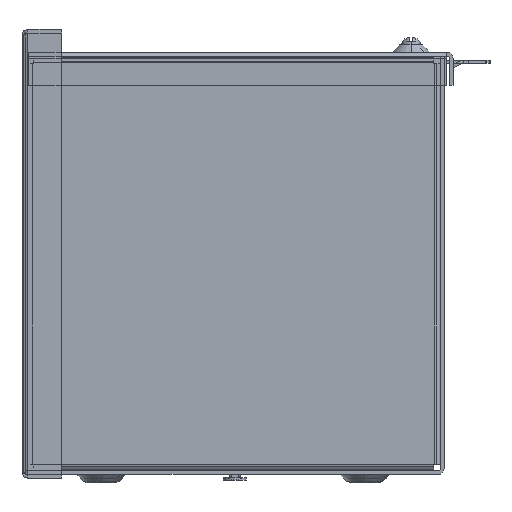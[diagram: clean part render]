
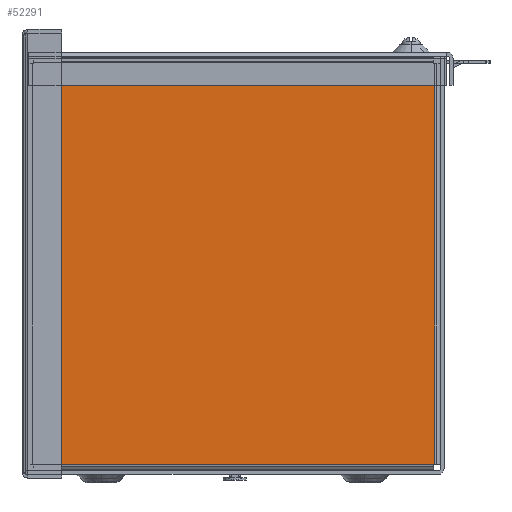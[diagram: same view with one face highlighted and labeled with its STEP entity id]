
A CAD part, left-side view. The second image highlights one B-rep face of the part: STEP entity #52291.
In plain terms, the highlighted planar face has unit normal (-1, 0, 0).
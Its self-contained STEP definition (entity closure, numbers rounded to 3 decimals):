
#193 = VERTEX_POINT ( 'NONE', #42848 ) ;
#261 = CARTESIAN_POINT ( 'NONE',  ( -58., 3.836, 7.908 ) ) ;
#335 = ORIENTED_EDGE ( 'NONE', *, *, #28287, .T. ) ;
#1002 = VERTEX_POINT ( 'NONE', #6872 ) ;
#1291 = ORIENTED_EDGE ( 'NONE', *, *, #49062, .T. ) ;
#1440 = CARTESIAN_POINT ( 'NONE',  ( -58., 3.819, 0.197 ) ) ;
#2492 = CARTESIAN_POINT ( 'NONE',  ( -58., 3.819, 0.18 ) ) ;
#3209 = VECTOR ( 'NONE', #10733, 39.37 ) ;
#3515 = VERTEX_POINT ( 'NONE', #45730 ) ;
#4723 = CARTESIAN_POINT ( 'NONE',  ( -58., -3.784, 7.908 ) ) ;
#5133 = LINE ( 'NONE', #10476, #10846 ) ;
#5279 = LINE ( 'NONE', #4723, #29239 ) ;
#5293 = EDGE_LOOP ( 'NONE', ( #37252, #1291, #27993, #13764, #39127, #49216, #335, #7602, #48857, #6740, #51303, #55170 ) ) ;
#5982 = VERTEX_POINT ( 'NONE', #23045 ) ;
#6476 = VERTEX_POINT ( 'NONE', #13644 ) ;
#6740 = ORIENTED_EDGE ( 'NONE', *, *, #29721, .T. ) ;
#6872 = CARTESIAN_POINT ( 'NONE',  ( -58., 3.836, 0.197 ) ) ;
#7333 = DIRECTION ( 'NONE',  ( 0., 0., -1. ) ) ;
#7602 = ORIENTED_EDGE ( 'NONE', *, *, #54869, .T. ) ;
#9361 = DIRECTION ( 'NONE',  ( 0., -1., 0. ) ) ;
#10411 = VECTOR ( 'NONE', #28827, 39.37 ) ;
#10476 = CARTESIAN_POINT ( 'NONE',  ( -58., -3.767, 7.783 ) ) ;
#10733 = DIRECTION ( 'NONE',  ( 0., 0., 1. ) ) ;
#10846 = VECTOR ( 'NONE', #48979, 39.37 ) ;
#11089 = DIRECTION ( 'NONE',  ( 0., 1., 0. ) ) ;
#11356 = CARTESIAN_POINT ( 'NONE',  ( -58., 3.944, 7.908 ) ) ;
#12925 = VECTOR ( 'NONE', #21972, 39.37 ) ;
#13251 = DIRECTION ( 'NONE',  ( 0., 0., -1. ) ) ;
#13551 = EDGE_CURVE ( 'NONE', #6476, #49683, #27998, .T. ) ;
#13588 = LINE ( 'NONE', #1440, #54971 ) ;
#13644 = CARTESIAN_POINT ( 'NONE',  ( -58., 3.819, 0.197 ) ) ;
#13764 = ORIENTED_EDGE ( 'NONE', *, *, #18991, .T. ) ;
#14169 = CARTESIAN_POINT ( 'NONE',  ( -58., -3.767, 0.18 ) ) ;
#15595 = DIRECTION ( 'NONE',  ( -1., 0., 0. ) ) ;
#16553 = DIRECTION ( 'NONE',  ( 0., 0., -1. ) ) ;
#16679 = LINE ( 'NONE', #261, #51261 ) ;
#17282 = VERTEX_POINT ( 'NONE', #54146 ) ;
#18991 = EDGE_CURVE ( 'NONE', #3515, #51315, #32617, .T. ) ;
#19439 = AXIS2_PLACEMENT_3D ( 'NONE', #11356, #15595, #19851 ) ;
#19851 = DIRECTION ( 'NONE',  ( 0., 0., -1. ) ) ;
#20108 = EDGE_CURVE ( 'NONE', #193, #22242, #5279, .T. ) ;
#20133 = PLANE ( 'NONE',  #19439 ) ;
#20379 = DIRECTION ( 'NONE',  ( 0., 1., 0. ) ) ;
#20640 = EDGE_CURVE ( 'NONE', #20753, #17282, #28871, .T. ) ;
#20753 = VERTEX_POINT ( 'NONE', #34247 ) ;
#21972 = DIRECTION ( 'NONE',  ( 0., -1., 0. ) ) ;
#22242 = VERTEX_POINT ( 'NONE', #37840 ) ;
#23045 = CARTESIAN_POINT ( 'NONE',  ( -58., -3.767, 0.197 ) ) ;
#25797 = EDGE_CURVE ( 'NONE', #41076, #3515, #28544, .T. ) ;
#26153 = EDGE_CURVE ( 'NONE', #5982, #193, #38027, .T. ) ;
#27173 = LINE ( 'NONE', #48688, #3209 ) ;
#27338 = VECTOR ( 'NONE', #11089, 39.37 ) ;
#27993 = ORIENTED_EDGE ( 'NONE', *, *, #25797, .T. ) ;
#27998 = LINE ( 'NONE', #49506, #54213 ) ;
#28287 = EDGE_CURVE ( 'NONE', #17282, #1002, #16679, .T. ) ;
#28339 = FACE_OUTER_BOUND ( 'NONE', #5293, .T. ) ;
#28544 = LINE ( 'NONE', #46358, #10411 ) ;
#28646 = CARTESIAN_POINT ( 'NONE',  ( -58., 3.944, 7.8 ) ) ;
#28827 = DIRECTION ( 'NONE',  ( 0., 0., 1. ) ) ;
#28871 = LINE ( 'NONE', #42163, #35599 ) ;
#29239 = VECTOR ( 'NONE', #39238, 39.37 ) ;
#29411 = VECTOR ( 'NONE', #32945, 39.37 ) ;
#29721 = EDGE_CURVE ( 'NONE', #49683, #33433, #32070, .T. ) ;
#30760 = CARTESIAN_POINT ( 'NONE',  ( -58., 3.944, 0.18 ) ) ;
#32070 = LINE ( 'NONE', #30760, #12925 ) ;
#32617 = LINE ( 'NONE', #28646, #27338 ) ;
#32945 = DIRECTION ( 'NONE',  ( 0., -1., 0. ) ) ;
#33433 = VERTEX_POINT ( 'NONE', #14169 ) ;
#34247 = CARTESIAN_POINT ( 'NONE',  ( -58., 3.819, 7.783 ) ) ;
#35599 = VECTOR ( 'NONE', #20379, 39.37 ) ;
#35744 = EDGE_CURVE ( 'NONE', #51315, #20753, #51925, .T. ) ;
#37252 = ORIENTED_EDGE ( 'NONE', *, *, #20108, .T. ) ;
#37840 = CARTESIAN_POINT ( 'NONE',  ( -58., -3.784, 7.783 ) ) ;
#38027 = LINE ( 'NONE', #54740, #29411 ) ;
#39127 = ORIENTED_EDGE ( 'NONE', *, *, #35744, .T. ) ;
#39238 = DIRECTION ( 'NONE',  ( 0., 0., 1. ) ) ;
#41076 = VERTEX_POINT ( 'NONE', #47420 ) ;
#42163 = CARTESIAN_POINT ( 'NONE',  ( -58., 3.944, 7.783 ) ) ;
#42848 = CARTESIAN_POINT ( 'NONE',  ( -58., -3.784, 0.197 ) ) ;
#43135 = CARTESIAN_POINT ( 'NONE',  ( -58., 3.819, 7.783 ) ) ;
#45730 = CARTESIAN_POINT ( 'NONE',  ( -58., -3.767, 7.8 ) ) ;
#46358 = CARTESIAN_POINT ( 'NONE',  ( -58., -3.767, 7.908 ) ) ;
#46771 = VECTOR ( 'NONE', #16553, 39.37 ) ;
#47420 = CARTESIAN_POINT ( 'NONE',  ( -58., -3.767, 7.783 ) ) ;
#48688 = CARTESIAN_POINT ( 'NONE',  ( -58., -3.767, 0.197 ) ) ;
#48857 = ORIENTED_EDGE ( 'NONE', *, *, #13551, .T. ) ;
#48979 = DIRECTION ( 'NONE',  ( 0., 1., 0. ) ) ;
#49062 = EDGE_CURVE ( 'NONE', #22242, #41076, #5133, .T. ) ;
#49216 = ORIENTED_EDGE ( 'NONE', *, *, #20640, .T. ) ;
#49506 = CARTESIAN_POINT ( 'NONE',  ( -58., 3.819, 0.072 ) ) ;
#49683 = VERTEX_POINT ( 'NONE', #2492 ) ;
#51261 = VECTOR ( 'NONE', #13251, 39.37 ) ;
#51303 = ORIENTED_EDGE ( 'NONE', *, *, #52620, .T. ) ;
#51315 = VERTEX_POINT ( 'NONE', #52711 ) ;
#51925 = LINE ( 'NONE', #43135, #46771 ) ;
#52291 = ADVANCED_FACE ( 'NONE', ( #28339 ), #20133, .T. ) ;
#52620 = EDGE_CURVE ( 'NONE', #33433, #5982, #27173, .T. ) ;
#52711 = CARTESIAN_POINT ( 'NONE',  ( -58., 3.819, 7.8 ) ) ;
#54146 = CARTESIAN_POINT ( 'NONE',  ( -58., 3.836, 7.783 ) ) ;
#54213 = VECTOR ( 'NONE', #7333, 39.37 ) ;
#54740 = CARTESIAN_POINT ( 'NONE',  ( -58., -3.892, 0.197 ) ) ;
#54869 = EDGE_CURVE ( 'NONE', #1002, #6476, #13588, .T. ) ;
#54971 = VECTOR ( 'NONE', #9361, 39.37 ) ;
#55170 = ORIENTED_EDGE ( 'NONE', *, *, #26153, .T. ) ;
